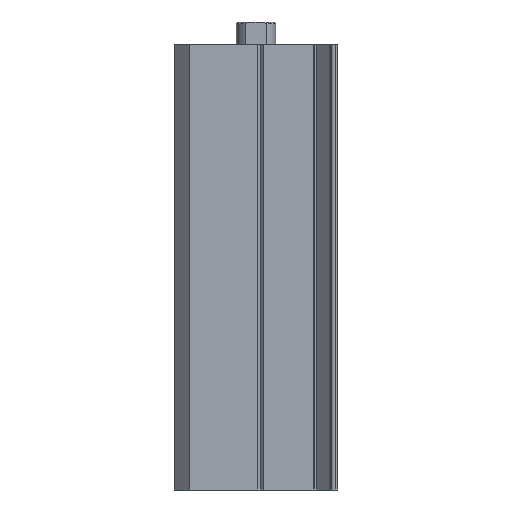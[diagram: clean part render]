
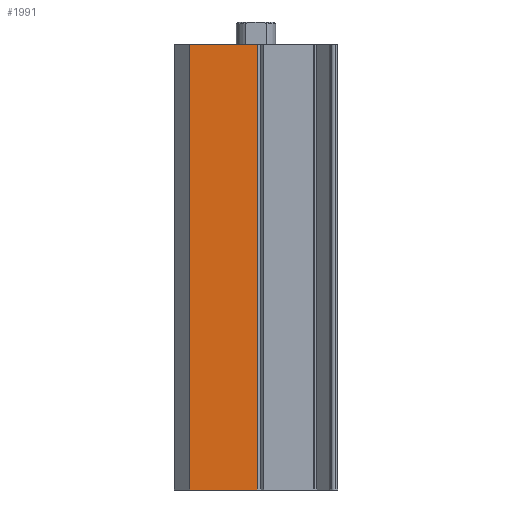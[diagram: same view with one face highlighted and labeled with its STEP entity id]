
A CAD part, left-side view. The second image highlights one B-rep face of the part: STEP entity #1991.
In plain terms, the highlighted planar face has unit normal (-1, 0, 0).
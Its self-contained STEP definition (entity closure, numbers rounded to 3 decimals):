
#56 = EDGE_CURVE ( 'NONE', #1392, #3783, #3867, .T. ) ;
#160 = DIRECTION ( 'NONE',  ( 0., -1., 0. ) ) ;
#263 = ORIENTED_EDGE ( 'NONE', *, *, #3282, .T. ) ;
#405 = VECTOR ( 'NONE', #469, 1000. ) ;
#469 = DIRECTION ( 'NONE',  ( 0., 0., -1. ) ) ;
#510 = LINE ( 'NONE', #3734, #3915 ) ;
#632 = DIRECTION ( 'NONE',  ( 1., 0., 0. ) ) ;
#646 = FACE_OUTER_BOUND ( 'NONE', #3836, .T. ) ;
#795 = CARTESIAN_POINT ( 'NONE',  ( -12.5, 10.13, 34. ) ) ;
#824 = DIRECTION ( 'NONE',  ( 0., 0., 1. ) ) ;
#1231 = AXIS2_PLACEMENT_3D ( 'NONE', #2236, #632, #2883 ) ;
#1392 = VERTEX_POINT ( 'NONE', #3909 ) ;
#1620 = VECTOR ( 'NONE', #160, 1000. ) ;
#1808 = EDGE_CURVE ( 'NONE', #3338, #3783, #510, .T. ) ;
#1991 = ADVANCED_FACE ( 'NONE', ( #646 ), #3516, .F. ) ;
#1994 = ORIENTED_EDGE ( 'NONE', *, *, #2275, .T. ) ;
#2049 = CARTESIAN_POINT ( 'NONE',  ( -12.5, -12.5, -34. ) ) ;
#2061 = VECTOR ( 'NONE', #824, 1000. ) ;
#2077 = CARTESIAN_POINT ( 'NONE',  ( -12.5, 10.13, 34. ) ) ;
#2236 = CARTESIAN_POINT ( 'NONE',  ( -12.5, -12.5, 34. ) ) ;
#2275 = EDGE_CURVE ( 'NONE', #3338, #3965, #3075, .T. ) ;
#2279 = CARTESIAN_POINT ( 'NONE',  ( -12.5, -0.208, 34. ) ) ;
#2471 = LINE ( 'NONE', #2049, #1620 ) ;
#2618 = ORIENTED_EDGE ( 'NONE', *, *, #1808, .F. ) ;
#2883 = DIRECTION ( 'NONE',  ( 0., 0., -1. ) ) ;
#3075 = LINE ( 'NONE', #2077, #405 ) ;
#3143 = ORIENTED_EDGE ( 'NONE', *, *, #56, .T. ) ;
#3282 = EDGE_CURVE ( 'NONE', #3965, #1392, #2471, .T. ) ;
#3338 = VERTEX_POINT ( 'NONE', #795 ) ;
#3352 = CARTESIAN_POINT ( 'NONE',  ( -12.5, 10.13, -34. ) ) ;
#3516 = PLANE ( 'NONE',  #1231 ) ;
#3734 = CARTESIAN_POINT ( 'NONE',  ( -12.5, -12.5, 34. ) ) ;
#3783 = VERTEX_POINT ( 'NONE', #2279 ) ;
#3826 = CARTESIAN_POINT ( 'NONE',  ( -12.5, -0.208, -34. ) ) ;
#3836 = EDGE_LOOP ( 'NONE', ( #263, #3143, #2618, #1994 ) ) ;
#3867 = LINE ( 'NONE', #3826, #2061 ) ;
#3909 = CARTESIAN_POINT ( 'NONE',  ( -12.5, -0.208, -34. ) ) ;
#3915 = VECTOR ( 'NONE', #4048, 1000. ) ;
#3965 = VERTEX_POINT ( 'NONE', #3352 ) ;
#4048 = DIRECTION ( 'NONE',  ( 0., -1., 0. ) ) ;
